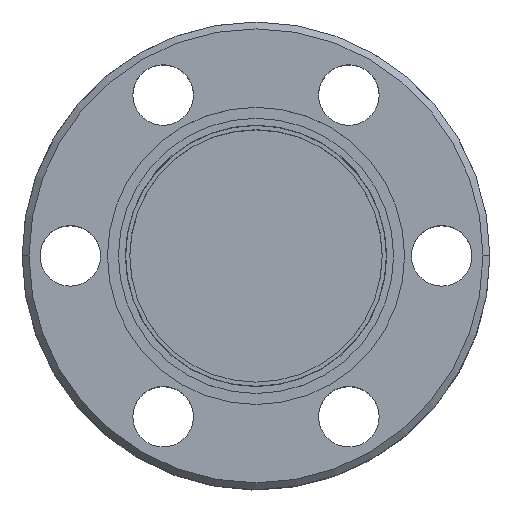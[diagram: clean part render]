
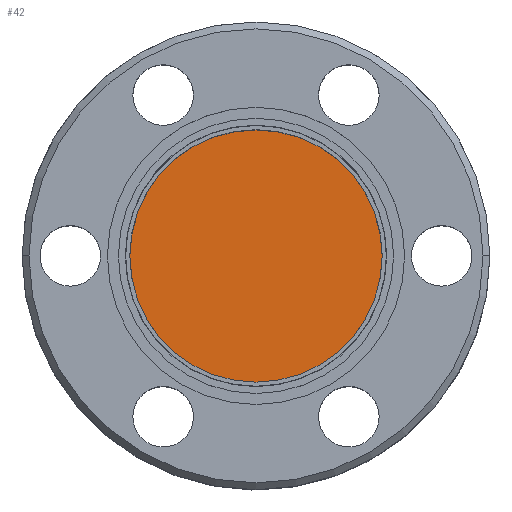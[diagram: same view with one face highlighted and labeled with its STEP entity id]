
A CAD part, top view. The second image highlights one B-rep face of the part: STEP entity #42.
In plain terms, the highlighted planar face has unit normal (0, 0, 1).
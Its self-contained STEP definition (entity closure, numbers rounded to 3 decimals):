
#42 = ADVANCED_FACE ( 'NONE', ( #2126 ), #992, .F. ) ;
#134 = DIRECTION ( 'NONE',  ( 0., 1., 0. ) ) ;
#329 = EDGE_CURVE ( 'NONE', #1796, #1446, #2804, .T. ) ;
#589 = ORIENTED_EDGE ( 'NONE', *, *, #860, .F. ) ;
#664 = AXIS2_PLACEMENT_3D ( 'NONE', #2888, #1497, #134 ) ;
#688 = CARTESIAN_POINT ( 'NONE',  ( 0., 0., 4. ) ) ;
#754 = DIRECTION ( 'NONE',  ( 0., 0., -1. ) ) ;
#825 = CARTESIAN_POINT ( 'NONE',  ( 0., -9.17, 4. ) ) ;
#860 = EDGE_CURVE ( 'NONE', #1446, #1796, #2658, .T. ) ;
#917 = DIRECTION ( 'NONE',  ( 0., 1., 0. ) ) ;
#992 = PLANE ( 'NONE',  #2072 ) ;
#1446 = VERTEX_POINT ( 'NONE', #825 ) ;
#1497 = DIRECTION ( 'NONE',  ( 0., 0., -1. ) ) ;
#1571 = AXIS2_PLACEMENT_3D ( 'NONE', #688, #2298, #917 ) ;
#1796 = VERTEX_POINT ( 'NONE', #2879 ) ;
#1995 = CARTESIAN_POINT ( 'NONE',  ( 0., 0., 4. ) ) ;
#2072 = AXIS2_PLACEMENT_3D ( 'NONE', #1995, #754, #2525 ) ;
#2126 = FACE_OUTER_BOUND ( 'NONE', #2907, .T. ) ;
#2298 = DIRECTION ( 'NONE',  ( 0., 0., -1. ) ) ;
#2525 = DIRECTION ( 'NONE',  ( 0., 1., 0. ) ) ;
#2625 = ORIENTED_EDGE ( 'NONE', *, *, #329, .F. ) ;
#2658 = CIRCLE ( 'NONE', #1571, 9.17 ) ;
#2804 = CIRCLE ( 'NONE', #664, 9.17 ) ;
#2879 = CARTESIAN_POINT ( 'NONE',  ( 0., 9.17, 4. ) ) ;
#2888 = CARTESIAN_POINT ( 'NONE',  ( 0., 0., 4. ) ) ;
#2907 = EDGE_LOOP ( 'NONE', ( #2625, #589 ) ) ;
